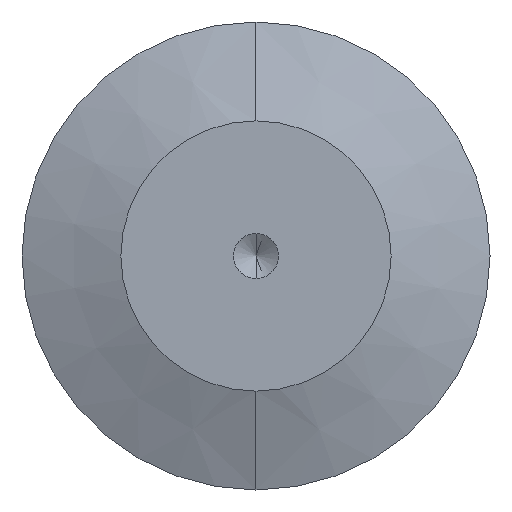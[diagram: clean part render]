
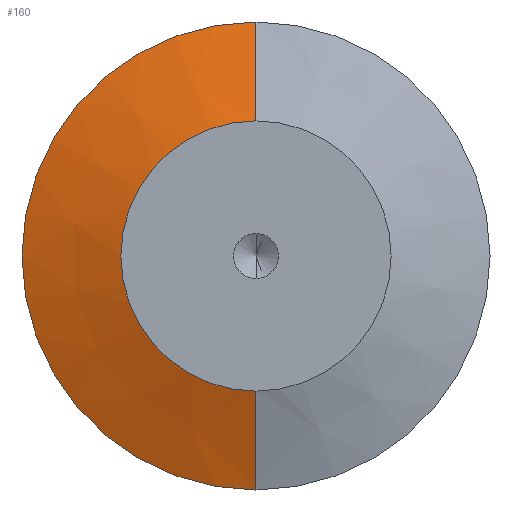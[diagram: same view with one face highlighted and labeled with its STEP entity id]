
A CAD part, left-side view. The second image highlights one B-rep face of the part: STEP entity #160.
In plain terms, the highlighted conical face has half-angle 70 degrees and reference radius 7.505 mm.
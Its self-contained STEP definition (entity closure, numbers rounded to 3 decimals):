
#5 = DIRECTION ( 'NONE',  ( 1., 0., 0. ) ) ;
#9 = DIRECTION ( 'NONE',  ( 0., 0., -1. ) ) ;
#23 = CIRCLE ( 'NONE', #590, 7.505 ) ;
#44 = DIRECTION ( 'NONE',  ( 0.342, 0., -0.94 ) ) ;
#65 = CARTESIAN_POINT ( 'NONE',  ( 0., 0., 7.505 ) ) ;
#79 = CIRCLE ( 'NONE', #98, 13. ) ;
#89 = CARTESIAN_POINT ( 'NONE',  ( 0., 0., -7.505 ) ) ;
#98 = AXIS2_PLACEMENT_3D ( 'NONE', #114, #105, #150 ) ;
#102 = DIRECTION ( 'NONE',  ( -1., 0., 0. ) ) ;
#105 = DIRECTION ( 'NONE',  ( 1., 0., 0. ) ) ;
#114 = CARTESIAN_POINT ( 'NONE',  ( 2., 0., 0. ) ) ;
#150 = DIRECTION ( 'NONE',  ( 0., 0., -1. ) ) ;
#160 = ADVANCED_FACE ( 'NONE', ( #423 ), #174, .T. ) ;
#174 = CONICAL_SURFACE ( 'NONE', #575, 7.505, 1.222 ) ;
#175 = CARTESIAN_POINT ( 'NONE',  ( 2., 0., -13. ) ) ;
#199 = DIRECTION ( 'NONE',  ( 0., 0., -1. ) ) ;
#240 = VERTEX_POINT ( 'NONE', #253 ) ;
#253 = CARTESIAN_POINT ( 'NONE',  ( 0., 0., -7.505 ) ) ;
#279 = VECTOR ( 'NONE', #44, 1000. ) ;
#280 = CARTESIAN_POINT ( 'NONE',  ( 0., 0., 0. ) ) ;
#322 = LINE ( 'NONE', #89, #279 ) ;
#334 = ORIENTED_EDGE ( 'NONE', *, *, #426, .F. ) ;
#346 = VERTEX_POINT ( 'NONE', #416 ) ;
#348 = EDGE_CURVE ( 'NONE', #571, #346, #350, .T. ) ;
#350 = LINE ( 'NONE', #540, #470 ) ;
#361 = DIRECTION ( 'NONE',  ( 0.342, 0., 0.94 ) ) ;
#382 = ORIENTED_EDGE ( 'NONE', *, *, #348, .T. ) ;
#416 = CARTESIAN_POINT ( 'NONE',  ( 2., 0., 13. ) ) ;
#423 = FACE_OUTER_BOUND ( 'NONE', #527, .T. ) ;
#426 = EDGE_CURVE ( 'NONE', #240, #430, #322, .T. ) ;
#430 = VERTEX_POINT ( 'NONE', #175 ) ;
#440 = ORIENTED_EDGE ( 'NONE', *, *, #533, .F. ) ;
#470 = VECTOR ( 'NONE', #361, 1000. ) ;
#482 = ORIENTED_EDGE ( 'NONE', *, *, #565, .F. ) ;
#525 = CARTESIAN_POINT ( 'NONE',  ( 0., 0., 0. ) ) ;
#527 = EDGE_LOOP ( 'NONE', ( #482, #382, #440, #334 ) ) ;
#533 = EDGE_CURVE ( 'NONE', #430, #346, #79, .T. ) ;
#540 = CARTESIAN_POINT ( 'NONE',  ( 0., 0., 7.505 ) ) ;
#565 = EDGE_CURVE ( 'NONE', #571, #240, #23, .T. ) ;
#571 = VERTEX_POINT ( 'NONE', #65 ) ;
#575 = AXIS2_PLACEMENT_3D ( 'NONE', #280, #5, #9 ) ;
#590 = AXIS2_PLACEMENT_3D ( 'NONE', #525, #102, #199 ) ;
